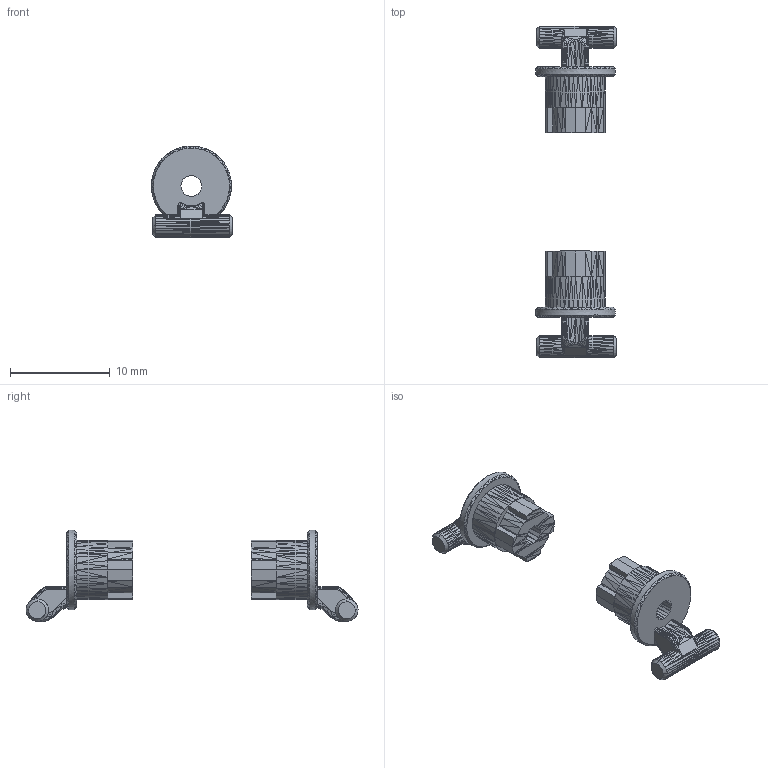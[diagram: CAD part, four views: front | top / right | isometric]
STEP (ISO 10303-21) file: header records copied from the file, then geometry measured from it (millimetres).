
FILE_DESCRIPTION(/* description */ (''),/* implementation_level */ '2;1');
FILE_NAME(/* name */ '肩部转轴.stp',/* time_stamp */ '2022-04-20T14:43:02+08:00',/* author */ (''),/* organization */ (''),/* preprocessor_version */ 'ST-DEVELOPER v15.2',/* originating_system */ 'Autodesk Translator Framework v2.0.0.5431',/* authorisation */ '');
FILE_SCHEMA (('AUTOMOTIVE_DESIGN { 1 0 10303 214 3 1 1 }'));
Length unit declared in the file: centimetre
Products named in the file (1): (未保存)
Bounding box: 8.1 x 33.23 x 9.21 mm (x, y, z)
Volume: 439.9 mm3; surface area: 683.3 mm2
Topology: 2 solids, 2 shells, 1301 faces, 2346 edges, 1051 vertices
Faces by surface type: plane 1292, bspline 9
Entity records: 35285 total; most frequent: CARTESIAN_POINT 11519, ORIENTED_EDGE 4692, DIRECTION 4691, EDGE_CURVE 2346, LINE 2105, VECTOR 2105, EDGE_LOOP 1307, ADVANCED_FACE 1301
